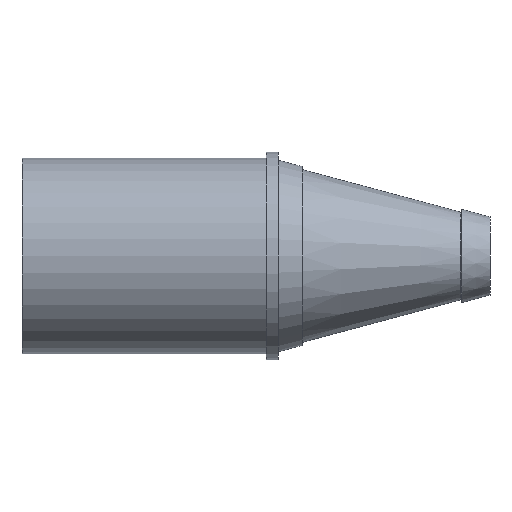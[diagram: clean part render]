
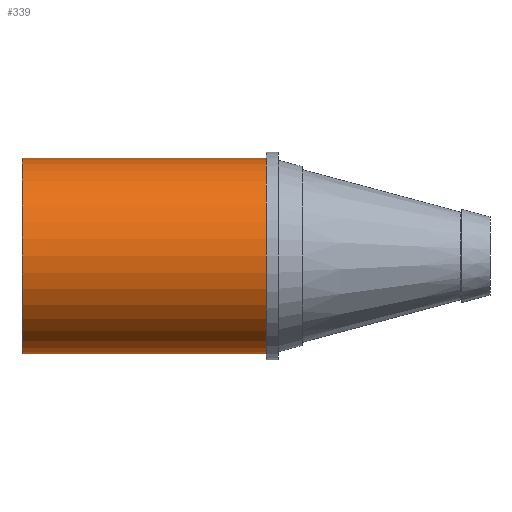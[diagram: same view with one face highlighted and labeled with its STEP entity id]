
A CAD part, left-side view. The second image highlights one B-rep face of the part: STEP entity #339.
In plain terms, the highlighted cylindrical face has radius 25.4 mm (diameter 50.8 mm), a partial arc.
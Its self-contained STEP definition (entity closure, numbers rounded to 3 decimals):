
#283=CARTESIAN_POINT('Axis2P3D Location',(0.,-1.973,0.)) ;
#292=CARTESIAN_POINT('Vertex',(0.,58.854,25.4)) ;
#294=CARTESIAN_POINT('Vertex',(0.,58.854,-25.4)) ;
#297=CARTESIAN_POINT('Line Origine',(0.,27.104,25.4)) ;
#301=CARTESIAN_POINT('Vertex',(0.,-4.646,25.4)) ;
#308=CARTESIAN_POINT('Vertex',(0.,-4.646,-25.4)) ;
#311=CARTESIAN_POINT('Line Origine',(0.,27.104,-25.4)) ;
#323=CARTESIAN_POINT('Axis2P3D Location',(0.,58.854,0.)) ;
#328=CARTESIAN_POINT('Axis2P3D Location',(0.,-4.646,0.)) ;
#299=VECTOR('Line Direction',#298,1.) ;
#313=VECTOR('Line Direction',#312,1.) ;
#284=DIRECTION('Axis2P3D Direction',(0.,1.,0.)) ;
#285=DIRECTION('Axis2P3D XDirection',(0.,0.,1.)) ;
#298=DIRECTION('Vector Direction',(0.,1.,0.)) ;
#312=DIRECTION('Vector Direction',(0.,1.,0.)) ;
#324=DIRECTION('Axis2P3D Direction',(0.,1.,0.)) ;
#329=DIRECTION('Axis2P3D Direction',(0.,1.,0.)) ;
#286=AXIS2_PLACEMENT_3D('Cylinder Axis2P3D',#283,#284,#285) ;
#325=AXIS2_PLACEMENT_3D('Circle Axis2P3D',#323,#324,$) ;
#330=AXIS2_PLACEMENT_3D('Circle Axis2P3D',#328,#329,$) ;
#300=LINE('Line',#297,#299) ;
#314=LINE('Line',#311,#313) ;
#326=CIRCLE('generated circle',#325,25.4) ;
#331=CIRCLE('generated circle',#330,25.4) ;
#287=CYLINDRICAL_SURFACE('generated cylinder',#286,25.4) ;
#303=EDGE_CURVE('',#293,#302,#300,.F.) ;
#315=EDGE_CURVE('',#295,#309,#314,.F.) ;
#327=EDGE_CURVE('',#295,#293,#326,.T.) ;
#332=EDGE_CURVE('',#309,#302,#331,.T.) ;
#334=ORIENTED_EDGE('',*,*,#327,.F.) ;
#335=ORIENTED_EDGE('',*,*,#315,.T.) ;
#336=ORIENTED_EDGE('',*,*,#332,.T.) ;
#337=ORIENTED_EDGE('',*,*,#303,.F.) ;
#333=EDGE_LOOP('',(#334,#335,#336,#337)) ;
#293=VERTEX_POINT('',#292) ;
#295=VERTEX_POINT('',#294) ;
#302=VERTEX_POINT('',#301) ;
#309=VERTEX_POINT('',#308) ;
#339=ADVANCED_FACE('PartBody',(#338),#287,.T.) ;
#338=FACE_OUTER_BOUND('',#333,.T.) ;
